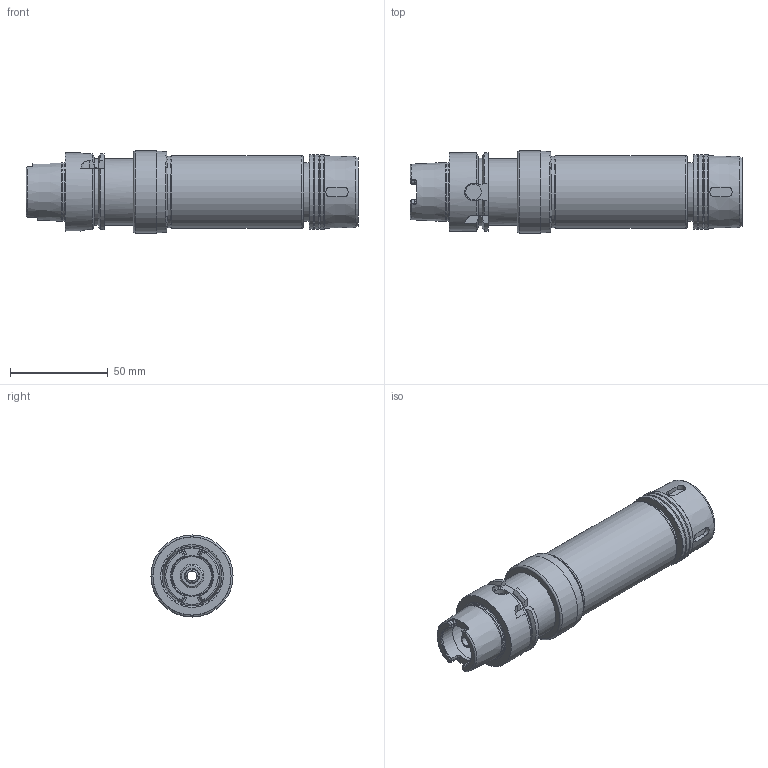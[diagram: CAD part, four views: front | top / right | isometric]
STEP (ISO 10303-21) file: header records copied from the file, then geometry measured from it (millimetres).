
FILE_DESCRIPTION((''),'2;1');
FILE_NAME('538013016150-3D.stp','2020-01-09T13:18:12',('nttooll'),(''),'Autodesk Inventor 2012','Autodesk Inventor 2012','');
FILE_SCHEMA(('AUTOMOTIVE_DESIGN { 1 0 10303 214 1 1 1 1 }'));
Length unit declared in the file: millimetre
Products named in the file (1): 538013016150-3D
Bounding box: 170 x 42 x 42 mm (x, y, z)
Volume: 139969.2 mm3; surface area: 34193 mm2
Topology: 1 solids, 1 shells, 192 faces, 440 edges, 270 vertices
Faces by surface type: plane 76, cylinder 57, cone 39, torus 20
Full cylindrical faces by diameter (mm): 5 x1, 5.103 x1, 6.5 x1, 7.5 x1, 8 x2, 12 x1, 16.3 x1, 17 x1, 17.5 x1, 20 x1, 21 x1, 21.8 x1, 22.1 x1, 24.5 x1, 25.5 x1, 28 x1, 29.8 x1, 30 x1, 34 x1, 36.6 x1, 37 x1, 38.4 x3, 40 x1, 42 x1
Entity records: 5319 total; most frequent: CARTESIAN_POINT 1254, DIRECTION 869, ORIENTED_EDGE 742, EDGE_CURVE 371, AXIS2_PLACEMENT_3D 365, EDGE_LOOP 277, VERTEX_POINT 264, FACE_OUTER_BOUND 192
